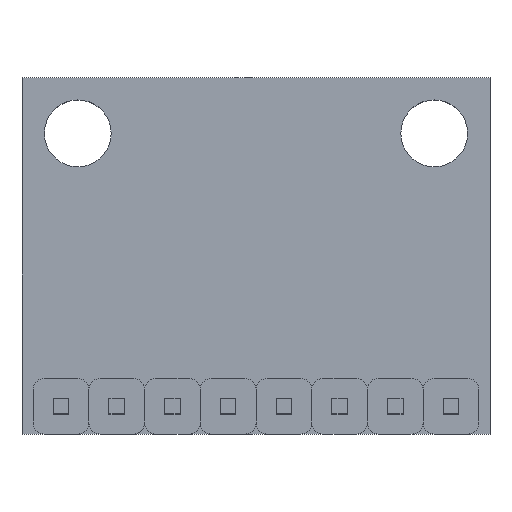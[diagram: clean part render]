
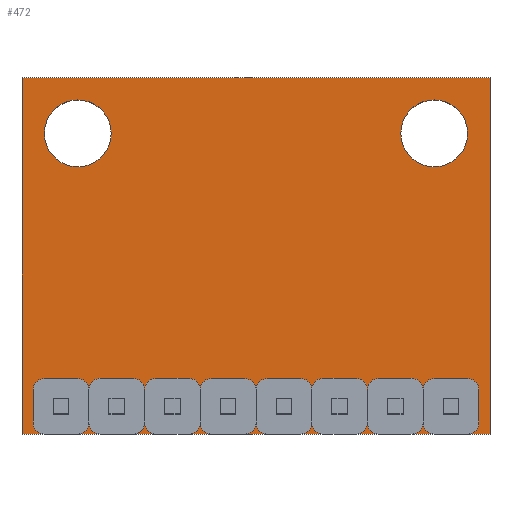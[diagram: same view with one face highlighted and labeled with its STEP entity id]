
A CAD part, top view. The second image highlights one B-rep face of the part: STEP entity #472.
In plain terms, the highlighted planar face has unit normal (0, 0, 1).
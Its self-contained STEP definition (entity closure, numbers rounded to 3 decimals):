
#9 = CARTESIAN_POINT ( 'NONE',  ( 10.5, -8., 1.5 ) ) ;
#49 = FACE_OUTER_BOUND ( 'NONE', #984, .T. ) ;
#71 = ORIENTED_EDGE ( 'NONE', *, *, #771, .F. ) ;
#101 = CIRCLE ( 'NONE', #820, 1.5 ) ;
#109 = VERTEX_POINT ( 'NONE', #458 ) ;
#113 = ORIENTED_EDGE ( 'NONE', *, *, #506, .F. ) ;
#117 = FACE_BOUND ( 'NONE', #524, .T. ) ;
#124 = CARTESIAN_POINT ( 'NONE',  ( -8., 5.5, 1.5 ) ) ;
#144 = ORIENTED_EDGE ( 'NONE', *, *, #206, .T. ) ;
#151 = CARTESIAN_POINT ( 'NONE',  ( 8., 5.5, 1.5 ) ) ;
#183 = VERTEX_POINT ( 'NONE', #640 ) ;
#185 = DIRECTION ( 'NONE',  ( 0., 1., 0. ) ) ;
#189 = DIRECTION ( 'NONE',  ( 1., 0., 0. ) ) ;
#206 = EDGE_CURVE ( 'NONE', #514, #536, #1013, .T. ) ;
#223 = EDGE_CURVE ( 'NONE', #535, #514, #1017, .T. ) ;
#236 = DIRECTION ( 'NONE',  ( 0., -1., 0. ) ) ;
#241 = EDGE_CURVE ( 'NONE', #827, #183, #531, .T. ) ;
#242 = CARTESIAN_POINT ( 'NONE',  ( 10.5, 8., 1.5 ) ) ;
#260 = VECTOR ( 'NONE', #236, 1000. ) ;
#261 = CARTESIAN_POINT ( 'NONE',  ( 10.5, -8., 1.5 ) ) ;
#294 = CARTESIAN_POINT ( 'NONE',  ( 9.5, 5.5, 1.5 ) ) ;
#297 = AXIS2_PLACEMENT_3D ( 'NONE', #124, #630, #300 ) ;
#300 = DIRECTION ( 'NONE',  ( 1., 0., 0. ) ) ;
#302 = DIRECTION ( 'NONE',  ( 1., 0., 0. ) ) ;
#338 = ORIENTED_EDGE ( 'NONE', *, *, #1004, .T. ) ;
#378 = CARTESIAN_POINT ( 'NONE',  ( 0., 0., 1.5 ) ) ;
#396 = CARTESIAN_POINT ( 'NONE',  ( 10.5, -8., 1.5 ) ) ;
#410 = CIRCLE ( 'NONE', #685, 1.5 ) ;
#431 = ORIENTED_EDGE ( 'NONE', *, *, #241, .F. ) ;
#458 = CARTESIAN_POINT ( 'NONE',  ( -10.5, 8., 1.5 ) ) ;
#472 = ADVANCED_FACE ( 'NONE', ( #533, #49, #117 ), #703, .T. ) ;
#488 = DIRECTION ( 'NONE',  ( -1., 0., 0. ) ) ;
#497 = VECTOR ( 'NONE', #594, 1000. ) ;
#506 = EDGE_CURVE ( 'NONE', #787, #843, #410, .T. ) ;
#508 = CARTESIAN_POINT ( 'NONE',  ( -10.5, -8., 1.5 ) ) ;
#514 = VERTEX_POINT ( 'NONE', #396 ) ;
#524 = EDGE_LOOP ( 'NONE', ( #113, #815 ) ) ;
#531 = CIRCLE ( 'NONE', #534, 1.5 ) ;
#533 = FACE_BOUND ( 'NONE', #807, .T. ) ;
#534 = AXIS2_PLACEMENT_3D ( 'NONE', #764, #663, #189 ) ;
#535 = VERTEX_POINT ( 'NONE', #977 ) ;
#536 = VERTEX_POINT ( 'NONE', #242 ) ;
#594 = DIRECTION ( 'NONE',  ( 1., 0., 0. ) ) ;
#618 = EDGE_CURVE ( 'NONE', #843, #787, #101, .T. ) ;
#620 = DIRECTION ( 'NONE',  ( 0., 0., 1. ) ) ;
#630 = DIRECTION ( 'NONE',  ( 0., 0., 1. ) ) ;
#640 = CARTESIAN_POINT ( 'NONE',  ( -6.5, 5.5, 1.5 ) ) ;
#643 = DIRECTION ( 'NONE',  ( 0., 0., 1. ) ) ;
#663 = DIRECTION ( 'NONE',  ( 0., 0., 1. ) ) ;
#685 = AXIS2_PLACEMENT_3D ( 'NONE', #823, #643, #488 ) ;
#703 = PLANE ( 'NONE',  #995 ) ;
#758 = DIRECTION ( 'NONE',  ( -1., 0., 0. ) ) ;
#764 = CARTESIAN_POINT ( 'NONE',  ( -8., 5.5, 1.5 ) ) ;
#771 = EDGE_CURVE ( 'NONE', #183, #827, #846, .T. ) ;
#787 = VERTEX_POINT ( 'NONE', #789 ) ;
#789 = CARTESIAN_POINT ( 'NONE',  ( 6.5, 5.5, 1.5 ) ) ;
#807 = EDGE_LOOP ( 'NONE', ( #431, #71 ) ) ;
#812 = DIRECTION ( 'NONE',  ( -1., 0., 0. ) ) ;
#815 = ORIENTED_EDGE ( 'NONE', *, *, #618, .F. ) ;
#820 = AXIS2_PLACEMENT_3D ( 'NONE', #151, #893, #812 ) ;
#823 = CARTESIAN_POINT ( 'NONE',  ( 8., 5.5, 1.5 ) ) ;
#827 = VERTEX_POINT ( 'NONE', #885 ) ;
#834 = VECTOR ( 'NONE', #758, 1000. ) ;
#843 = VERTEX_POINT ( 'NONE', #294 ) ;
#846 = CIRCLE ( 'NONE', #297, 1.5 ) ;
#885 = CARTESIAN_POINT ( 'NONE',  ( -9.5, 5.5, 1.5 ) ) ;
#893 = DIRECTION ( 'NONE',  ( 0., 0., 1. ) ) ;
#900 = LINE ( 'NONE', #917, #834 ) ;
#912 = VECTOR ( 'NONE', #185, 1000. ) ;
#917 = CARTESIAN_POINT ( 'NONE',  ( 10.5, 8., 1.5 ) ) ;
#977 = CARTESIAN_POINT ( 'NONE',  ( -10.5, -8., 1.5 ) ) ;
#984 = EDGE_LOOP ( 'NONE', ( #338, #1045, #144, #1027 ) ) ;
#987 = LINE ( 'NONE', #508, #260 ) ;
#995 = AXIS2_PLACEMENT_3D ( 'NONE', #378, #620, #302 ) ;
#1004 = EDGE_CURVE ( 'NONE', #109, #535, #987, .T. ) ;
#1012 = EDGE_CURVE ( 'NONE', #536, #109, #900, .T. ) ;
#1013 = LINE ( 'NONE', #9, #912 ) ;
#1017 = LINE ( 'NONE', #261, #497 ) ;
#1027 = ORIENTED_EDGE ( 'NONE', *, *, #1012, .T. ) ;
#1045 = ORIENTED_EDGE ( 'NONE', *, *, #223, .T. ) ;
